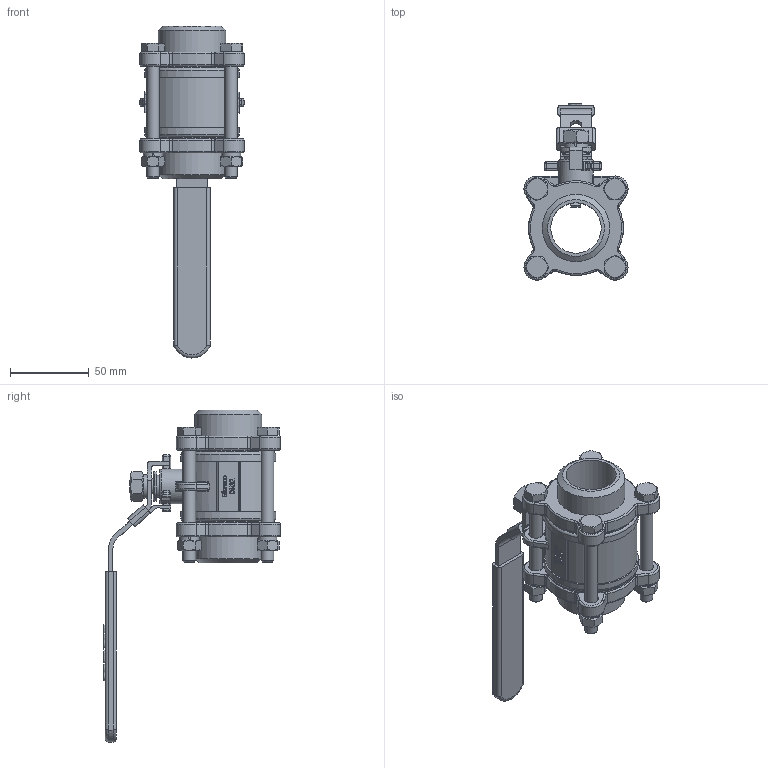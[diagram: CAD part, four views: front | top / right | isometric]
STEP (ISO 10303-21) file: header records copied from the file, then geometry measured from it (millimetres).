
FILE_DESCRIPTION(/* description */ ('791032'),/* implementation_level */ '2;1');
FILE_NAME(/* name */ '791032.stp',/* time_stamp */ '2019-10-02T13:36:57+02:00',/* author */ ('jmorand'),/* organization */ ('Sferaco'),/* preprocessor_version */ 'ST-DEVELOPER v18',/* originating_system */ 'Autodesk Inventor 2020',/* authorisation */ '');
FILE_SCHEMA (('AUTOMOTIVE_DESIGN { 1 0 10303 214 3 1 1 }'));
Length unit declared in the file: millimetre
Products named in the file (1): 791032C_ens_Shrinkwrap_1
Bounding box: 65.99 x 112 x 210.5 mm (x, y, z)
Volume: 212022.2 mm3; surface area: 86589.6 mm2
Topology: 23 solids, 23 shells, 1187 faces, 3000 edges, 1907 vertices
Faces by surface type: plane 484, bspline 318, cylinder 222, torus 95, cone 52, sphere 16
Full cylindrical faces by diameter (mm): 6.647 x4, 7.5 x1, 8 x4, 8.376 x1, 9 x10, 10 x2, 13 x4, 14 x2, 22 x1, 32 x3, 42.7 x2, 58 x2, 60 x2
Entity records: 39943 total; most frequent: CARTESIAN_POINT 12106, ORIENTED_EDGE 5988, DIRECTION 4695, EDGE_CURVE 2994, VERTEX_POINT 1907, AXIS2_PLACEMENT_3D 1600, LINE 1495, VECTOR 1495
